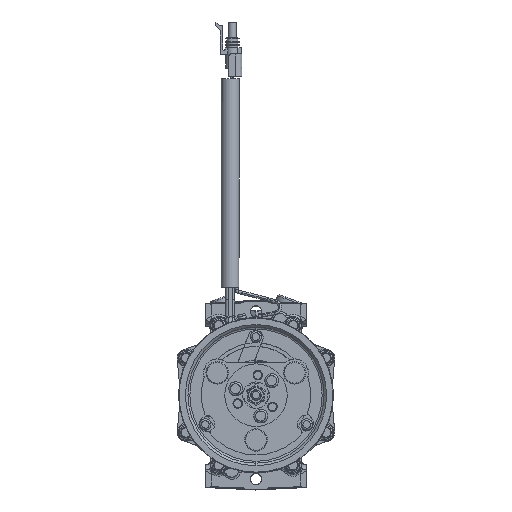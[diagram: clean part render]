
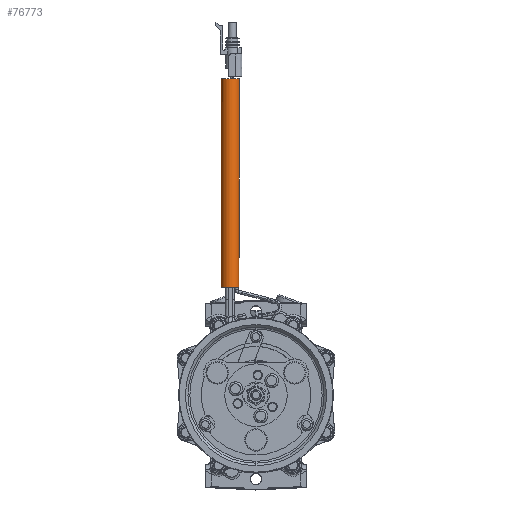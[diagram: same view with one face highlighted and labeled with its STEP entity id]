
A CAD part, top view. The second image highlights one B-rep face of the part: STEP entity #76773.
In plain terms, the highlighted cylindrical face has radius 7.05 mm (diameter 14.1 mm), a partial arc.
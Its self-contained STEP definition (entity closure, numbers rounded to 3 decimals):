
#50891 = CARTESIAN_POINT ( 'NONE',  ( -12.486, 85.702, 57.449 ) ) ;
#52132 = CIRCLE ( 'NONE', #52272, 7.05 ) ;
#52136 = DIRECTION ( 'NONE',  ( 1., 0., 0. ) ) ;
#52138 = DIRECTION ( 'NONE',  ( 0., -1., 0. ) ) ;
#52140 = AXIS2_PLACEMENT_3D ( 'NONE', #52147, #52138, #52136 ) ;
#52141 = CYLINDRICAL_SURFACE ( 'NONE', #52140, 7.05 ) ;
#52147 = CARTESIAN_POINT ( 'NONE',  ( -19.457, 255.705, 57.449 ) ) ;
#52149 = FACE_OUTER_BOUND ( 'NONE', #76778, .T. ) ;
#52267 = DIRECTION ( 'NONE',  ( -1., 0., 0. ) ) ;
#52270 = DIRECTION ( 'NONE',  ( 0., 1., 0. ) ) ;
#52271 = CARTESIAN_POINT ( 'NONE',  ( -19.459, 251.305, 57.449 ) ) ;
#52272 = AXIS2_PLACEMENT_3D ( 'NONE', #52271, #52270, #52267 ) ;
#52656 = CARTESIAN_POINT ( 'NONE',  ( -12.409, 251.302, 57.449 ) ) ;
#52658 = CARTESIAN_POINT ( 'NONE',  ( -26.509, 251.309, 57.449 ) ) ;
#52841 = DIRECTION ( 'NONE',  ( 1., 0., 0. ) ) ;
#52844 = DIRECTION ( 'NONE',  ( 0., -1., 0. ) ) ;
#52846 = CARTESIAN_POINT ( 'NONE',  ( -19.536, 85.705, 57.449 ) ) ;
#52847 = AXIS2_PLACEMENT_3D ( 'NONE', #52846, #52844, #52841 ) ;
#52850 = CIRCLE ( 'NONE', #52847, 7.05 ) ;
#52863 = CARTESIAN_POINT ( 'NONE',  ( -26.586, 85.709, 57.449 ) ) ;
#52866 = DIRECTION ( 'NONE',  ( 0., -1., 0. ) ) ;
#52869 = VECTOR ( 'NONE', #52866, 1000. ) ;
#52871 = CARTESIAN_POINT ( 'NONE',  ( -26.507, 255.709, 57.449 ) ) ;
#52873 = LINE ( 'NONE', #52871, #52869 ) ;
#53100 = DIRECTION ( 'NONE',  ( 0., -1., 0. ) ) ;
#53101 = VECTOR ( 'NONE', #53100, 1000. ) ;
#53103 = CARTESIAN_POINT ( 'NONE',  ( -12.407, 255.702, 57.449 ) ) ;
#53105 = LINE ( 'NONE', #53103, #53101 ) ;
#76059 = VERTEX_POINT ( 'NONE', #50891 ) ;
#76773 = ADVANCED_FACE ( 'NONE', ( #52149 ), #52141, .T. ) ;
#76778 = EDGE_LOOP ( 'NONE', ( #76781, #77066, #77070, #77182 ) ) ;
#76781 = ORIENTED_EDGE ( 'NONE', *, *, #76784, .F. ) ;
#76784 = EDGE_CURVE ( 'NONE', #77063, #77065, #52132, .T. ) ;
#77063 = VERTEX_POINT ( 'NONE', #52658 ) ;
#77065 = VERTEX_POINT ( 'NONE', #52656 ) ;
#77066 = ORIENTED_EDGE ( 'NONE', *, *, #77068, .T. ) ;
#77068 = EDGE_CURVE ( 'NONE', #77063, #77069, #52873, .T. ) ;
#77069 = VERTEX_POINT ( 'NONE', #52863 ) ;
#77070 = ORIENTED_EDGE ( 'NONE', *, *, #77073, .F. ) ;
#77073 = EDGE_CURVE ( 'NONE', #76059, #77069, #52850, .T. ) ;
#77182 = ORIENTED_EDGE ( 'NONE', *, *, #77192, .F. ) ;
#77192 = EDGE_CURVE ( 'NONE', #77065, #76059, #53105, .T. ) ;
